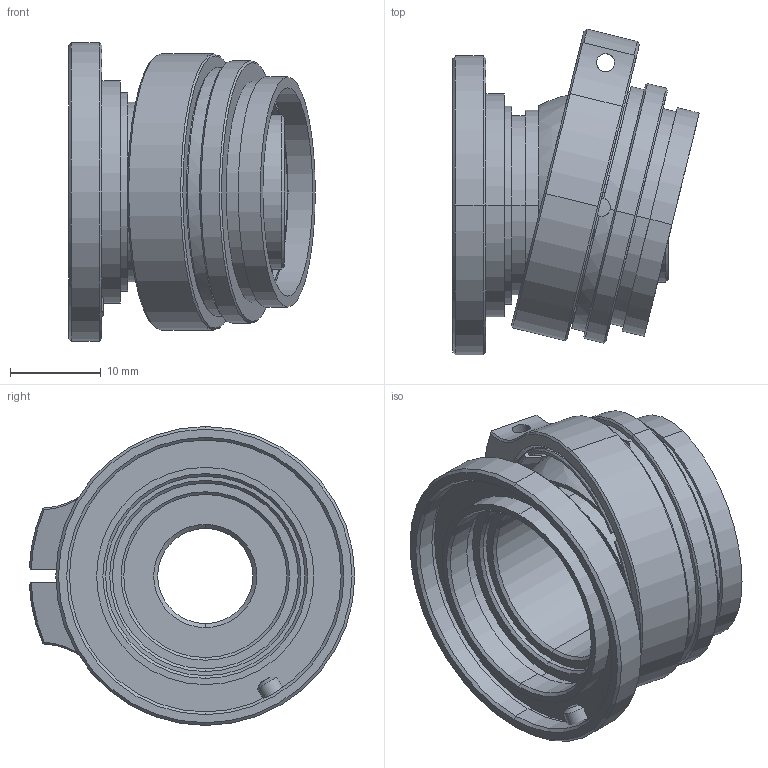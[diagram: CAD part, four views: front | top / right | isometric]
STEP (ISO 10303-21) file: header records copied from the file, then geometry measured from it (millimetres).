
FILE_DESCRIPTION (( 'STEP AP203' ), '1' );
FILE_NAME ('1904郪蚾芞 蜊痄粣.STEP', '2023-08-04T07:23:05', ( '' ), ( '' ), 'SwSTEP 2.0', 'SolidWorks 2018', '' );
FILE_SCHEMA (( 'CONFIG_CONTROL_DESIGN' ));
Length unit declared in the file: millimetre
Products named in the file (6): 球头抱紧环; 底座-球座; 外球头; 蜊痄粣翋噩芠; 1904郪蚾芞 蜊痄粣; M2.5x2.5 す芛階佪
Assembly tree (5 placements, depth 2):
  1904郪蚾芞 蜊痄粣
    M2.5x2.5 す芛階佪
    蜊痄粣翋噩芠
    底座-球座
    外球头
    球头抱紧环
Bounding box: 27.21 x 35.93 x 33 mm (x, y, z)
Volume: 7304.5 mm3; surface area: 11404.1 mm2
Topology: 5 solids, 5 shells, 241 faces, 600 edges, 382 vertices
Faces by surface type: cylinder 89, plane 87, cone 60, sphere 5
Entity records: 7932 total; most frequent: CARTESIAN_POINT 1439, DIRECTION 1332, ORIENTED_EDGE 1178, EDGE_CURVE 589, AXIS2_PLACEMENT_3D 542, VERTEX_POINT 375, CIRCLE 294, EDGE_LOOP 268
